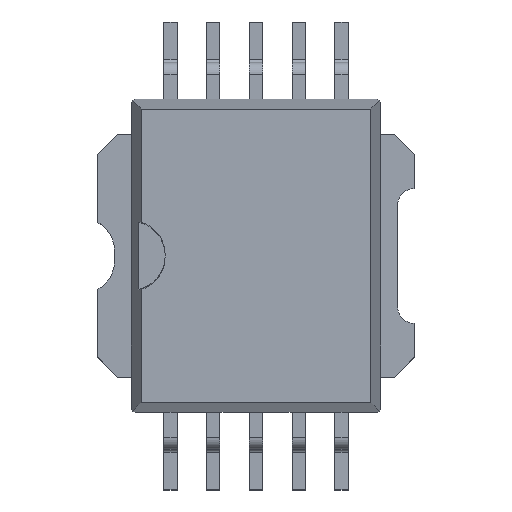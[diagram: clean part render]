
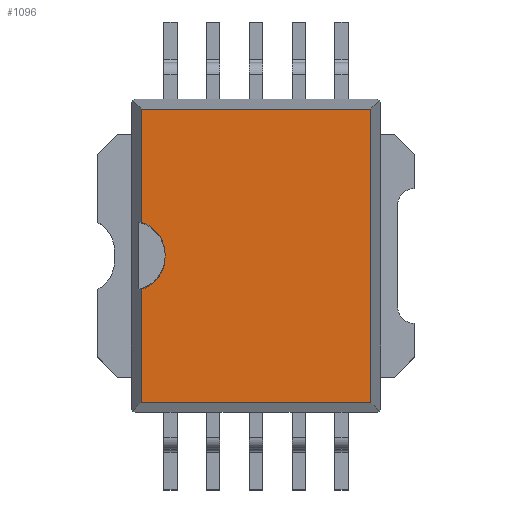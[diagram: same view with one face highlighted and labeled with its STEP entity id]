
A CAD part, top view. The second image highlights one B-rep face of the part: STEP entity #1096.
In plain terms, the highlighted planar face has unit normal (0, 0, 1).
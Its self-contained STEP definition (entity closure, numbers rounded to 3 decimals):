
#16 = CARTESIAN_POINT ( 'NONE',  ( -2.7, 1., 3.35 ) ) ;
#61 = DIRECTION ( 'NONE',  ( 0., 1., 0. ) ) ;
#64 = CARTESIAN_POINT ( 'NONE',  ( -2.7, 0.042, 3.35 ) ) ;
#111 = DIRECTION ( 'NONE',  ( 1., 0., 0. ) ) ;
#129 = CARTESIAN_POINT ( 'NONE',  ( -3.024, 0.81, 3.35 ) ) ;
#158 = ORIENTED_EDGE ( 'NONE', *, *, #6367, .T. ) ;
#175 = LINE ( 'NONE', #4716, #2762 ) ;
#301 = ORIENTED_EDGE ( 'NONE', *, *, #4947, .T. ) ;
#334 = CARTESIAN_POINT ( 'NONE',  ( -3.023, -0.809, 3.35 ) ) ;
#434 = CARTESIAN_POINT ( 'NONE',  ( -2.769, -0.466, 3.35 ) ) ;
#520 = EDGE_LOOP ( 'NONE', ( #158, #301, #1520, #4667, #623, #1148, #2366, #615 ) ) ;
#615 = ORIENTED_EDGE ( 'NONE', *, *, #4314, .T. ) ;
#623 = ORIENTED_EDGE ( 'NONE', *, *, #6627, .T. ) ;
#626 = CARTESIAN_POINT ( 'NONE',  ( -2.7, 0.042, 3.35 ) ) ;
#764 = EDGE_CURVE ( 'NONE', #5923, #807, #2943, .T. ) ;
#807 = VERTEX_POINT ( 'NONE', #5058 ) ;
#964 = EDGE_CURVE ( 'NONE', #1897, #4708, #175, .T. ) ;
#1008 = VECTOR ( 'NONE', #2204, 1000. ) ;
#1096 = ADVANCED_FACE ( 'NONE', ( #1767 ), #1300, .T. ) ;
#1148 = ORIENTED_EDGE ( 'NONE', *, *, #964, .T. ) ;
#1300 = PLANE ( 'NONE',  #3414 ) ;
#1372 = CARTESIAN_POINT ( 'NONE',  ( -2.7, -0.257, 3.35 ) ) ;
#1454 = CARTESIAN_POINT ( 'NONE',  ( -3.409, -4.359, 3.35 ) ) ;
#1499 = CARTESIAN_POINT ( 'NONE',  ( -2.7, -0.042, 3.35 ) ) ;
#1520 = ORIENTED_EDGE ( 'NONE', *, *, #3550, .F. ) ;
#1714 = VERTEX_POINT ( 'NONE', #626 ) ;
#1767 = FACE_OUTER_BOUND ( 'NONE', #520, .T. ) ;
#1880 = B_SPLINE_CURVE_WITH_KNOTS ( 'NONE', 3,
 ( #2704, #4167, #129, #2195, #4702, #64 ),
 .UNSPECIFIED., .F., .F.,
 ( 4, 2, 4 ),
 ( 0., 0.001, 0.001 ),
 .UNSPECIFIED. ) ;
#1897 = VERTEX_POINT ( 'NONE', #3403 ) ;
#1924 = VERTEX_POINT ( 'NONE', #2827 ) ;
#2053 = CARTESIAN_POINT ( 'NONE',  ( 3.409, 4.359, 3.35 ) ) ;
#2142 = VECTOR ( 'NONE', #5251, 1000. ) ;
#2195 = CARTESIAN_POINT ( 'NONE',  ( -2.77, 0.467, 3.35 ) ) ;
#2199 = VERTEX_POINT ( 'NONE', #2235 ) ;
#2204 = DIRECTION ( 'NONE',  ( 0., -1., 0. ) ) ;
#2235 = CARTESIAN_POINT ( 'NONE',  ( -3.409, 1., 3.35 ) ) ;
#2366 = ORIENTED_EDGE ( 'NONE', *, *, #6135, .T. ) ;
#2399 = LINE ( 'NONE', #6378, #5287 ) ;
#2704 = CARTESIAN_POINT ( 'NONE',  ( -3.409, 1., 3.35 ) ) ;
#2748 = LINE ( 'NONE', #4778, #1008 ) ;
#2762 = VECTOR ( 'NONE', #111, 1000. ) ;
#2827 = CARTESIAN_POINT ( 'NONE',  ( -3.409, 4.359, 3.35 ) ) ;
#2943 = B_SPLINE_CURVE_WITH_KNOTS ( 'NONE', 3,
 ( #3958, #1372, #434, #334, #4461, #5973 ),
 .UNSPECIFIED., .F., .F.,
 ( 4, 2, 4 ),
 ( 0., 0.001, 0.001 ),
 .UNSPECIFIED. ) ;
#3271 = VECTOR ( 'NONE', #61, 1000. ) ;
#3327 = CARTESIAN_POINT ( 'NONE',  ( 3.409, 4.359, 3.35 ) ) ;
#3371 = CARTESIAN_POINT ( 'NONE',  ( -3.7, -4.65, 3.35 ) ) ;
#3394 = CARTESIAN_POINT ( 'NONE',  ( 3.409, -4.359, 3.35 ) ) ;
#3403 = CARTESIAN_POINT ( 'NONE',  ( -3.409, -4.359, 3.35 ) ) ;
#3414 = AXIS2_PLACEMENT_3D ( 'NONE', #3371, #3431, #5425 ) ;
#3431 = DIRECTION ( 'NONE',  ( 0., 0., 1. ) ) ;
#3550 = EDGE_CURVE ( 'NONE', #5923, #1714, #4012, .T. ) ;
#3958 = CARTESIAN_POINT ( 'NONE',  ( -2.7, -0.042, 3.35 ) ) ;
#4012 = LINE ( 'NONE', #16, #2142 ) ;
#4167 = CARTESIAN_POINT ( 'NONE',  ( -3.204, 0.937, 3.35 ) ) ;
#4314 = EDGE_CURVE ( 'NONE', #6454, #1924, #2399, .T. ) ;
#4461 = CARTESIAN_POINT ( 'NONE',  ( -3.204, -0.937, 3.35 ) ) ;
#4631 = LINE ( 'NONE', #2053, #3271 ) ;
#4667 = ORIENTED_EDGE ( 'NONE', *, *, #764, .T. ) ;
#4702 = CARTESIAN_POINT ( 'NONE',  ( -2.7, 0.257, 3.35 ) ) ;
#4708 = VERTEX_POINT ( 'NONE', #3394 ) ;
#4716 = CARTESIAN_POINT ( 'NONE',  ( 3.7, -4.359, 3.35 ) ) ;
#4778 = CARTESIAN_POINT ( 'NONE',  ( -3.409, -4.359, 3.35 ) ) ;
#4934 = DIRECTION ( 'NONE',  ( -1., 0., 0. ) ) ;
#4947 = EDGE_CURVE ( 'NONE', #2199, #1714, #1880, .T. ) ;
#5058 = CARTESIAN_POINT ( 'NONE',  ( -3.409, -1., 3.35 ) ) ;
#5118 = LINE ( 'NONE', #1454, #5853 ) ;
#5251 = DIRECTION ( 'NONE',  ( 0., 1., 0. ) ) ;
#5287 = VECTOR ( 'NONE', #4934, 1000. ) ;
#5425 = DIRECTION ( 'NONE',  ( 1., 0., 0. ) ) ;
#5853 = VECTOR ( 'NONE', #6085, 1000. ) ;
#5923 = VERTEX_POINT ( 'NONE', #1499 ) ;
#5973 = CARTESIAN_POINT ( 'NONE',  ( -3.409, -1., 3.35 ) ) ;
#6085 = DIRECTION ( 'NONE',  ( 0., -1., 0. ) ) ;
#6135 = EDGE_CURVE ( 'NONE', #4708, #6454, #4631, .T. ) ;
#6367 = EDGE_CURVE ( 'NONE', #1924, #2199, #2748, .T. ) ;
#6378 = CARTESIAN_POINT ( 'NONE',  ( -3.409, 4.359, 3.35 ) ) ;
#6454 = VERTEX_POINT ( 'NONE', #3327 ) ;
#6627 = EDGE_CURVE ( 'NONE', #807, #1897, #5118, .T. ) ;
